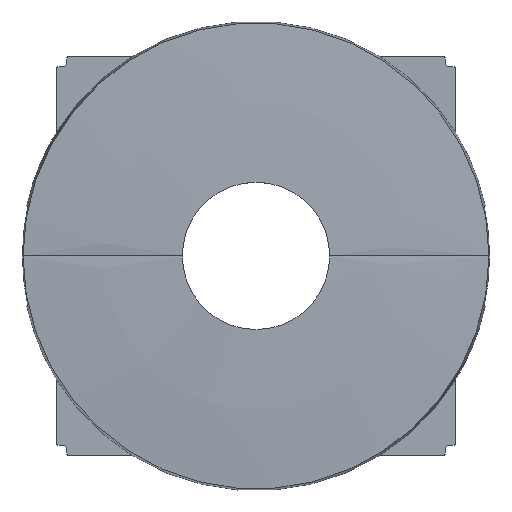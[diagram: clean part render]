
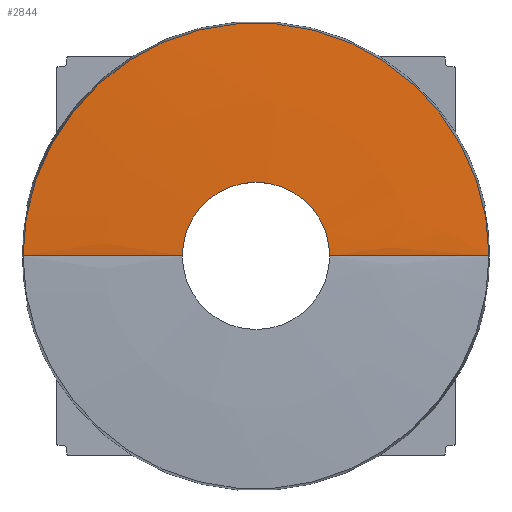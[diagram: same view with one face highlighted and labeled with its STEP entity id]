
A CAD part, top view. The second image highlights one B-rep face of the part: STEP entity #2844.
In plain terms, the highlighted face is a revolution surface.
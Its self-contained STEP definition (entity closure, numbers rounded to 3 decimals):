
#2804=AXIS2_PLACEMENT_3D('Circle Axis2P3D',#2802,#2803,$) ;
#2818=AXIS2_PLACEMENT_3D('Circle Axis2P3D',#2816,#2817,$) ;
#2825=AXIS2_PLACEMENT_3D('Circle Axis2P3D',#2823,#2824,$) ;
#42=CARTESIAN_POINT('Vertex',(-8.3,0.,9.168)) ;
#49=CARTESIAN_POINT('Vertex',(8.3,0.,9.168)) ;
#2789=CARTESIAN_POINT('Control Point',(0.,8.3,9.168)) ;
#2790=CARTESIAN_POINT('Control Point',(0.,11.411,9.126)) ;
#2791=CARTESIAN_POINT('Control Point',(0.,14.522,9.06)) ;
#2792=CARTESIAN_POINT('Control Point',(0.,17.633,8.969)) ;
#2793=CARTESIAN_POINT('Control Point',(0.,21.224,8.821)) ;
#2794=CARTESIAN_POINT('Control Point',(0.,24.811,8.609)) ;
#2795=CARTESIAN_POINT('Control Point',(0.,25.291,8.58)) ;
#2796=CARTESIAN_POINT('Control Point',(0.,25.77,8.549)) ;
#2797=CARTESIAN_POINT('Control Point',(0.,26.25,8.517)) ;
#2798=CARTESIAN_POINT('Axis1P Location',(0.,0.,50000.)) ;
#2802=CARTESIAN_POINT('Axis2P3D Location',(0.,0.,9.168)) ;
#2808=CARTESIAN_POINT('Control Point',(8.3,0.,9.168)) ;
#2809=CARTESIAN_POINT('Control Point',(12.789,0.,9.107)) ;
#2810=CARTESIAN_POINT('Control Point',(17.278,0.,8.995)) ;
#2811=CARTESIAN_POINT('Control Point',(21.768,0.,8.817)) ;
#2812=CARTESIAN_POINT('Control Point',(26.25,0.,8.517)) ;
#2813=CARTESIAN_POINT('Vertex',(26.25,0.,8.517)) ;
#2816=CARTESIAN_POINT('Axis2P3D Location',(0.,0.,8.517)) ;
#2820=CARTESIAN_POINT('Vertex',(-23.037,12.585,8.517)) ;
#2823=CARTESIAN_POINT('Axis2P3D Location',(0.,0.,8.517)) ;
#2827=CARTESIAN_POINT('Vertex',(-26.25,0.,8.517)) ;
#2831=CARTESIAN_POINT('Control Point',(-8.3,0.,9.168)) ;
#2832=CARTESIAN_POINT('Control Point',(-12.789,0.,9.107)) ;
#2833=CARTESIAN_POINT('Control Point',(-17.278,0.,8.995)) ;
#2834=CARTESIAN_POINT('Control Point',(-21.768,0.,8.817)) ;
#2835=CARTESIAN_POINT('Control Point',(-26.25,0.,8.517)) ;
#2799=DIRECTION('Axis1P Direction',(0.,0.,-1.)) ;
#2803=DIRECTION('Axis2P3D Direction',(0.,0.,-1.)) ;
#2817=DIRECTION('Axis2P3D Direction',(0.,0.,-1.)) ;
#2824=DIRECTION('Axis2P3D Direction',(0.,0.,-1.)) ;
#2800=AXIS1_PLACEMENT('Revolution Surface Axis1P',#2798,#2799) ;
#2838=ORIENTED_EDGE('',*,*,#2806,.F.) ;
#2839=ORIENTED_EDGE('',*,*,#2815,.T.) ;
#2840=ORIENTED_EDGE('',*,*,#2822,.F.) ;
#2841=ORIENTED_EDGE('',*,*,#2829,.T.) ;
#2842=ORIENTED_EDGE('',*,*,#2836,.F.) ;
#2844=ADVANCED_FACE('corps',(#2843),#2801,.T.) ;
#2788=B_SPLINE_CURVE_WITH_KNOTS('',5,(#2789,#2790,#2791,#2792,#2793,#2794,#2795,#2796,#2797),.UNSPECIFIED.,.F.,.U.,(6,3,6),(11.739,33.737,37.134),.UNSPECIFIED.) ;
#2807=B_SPLINE_CURVE_WITH_KNOTS('',4,(#2808,#2809,#2810,#2811,#2812),.UNSPECIFIED.,.F.,.U.,(5,5),(11.739,37.134),.UNSPECIFIED.) ;
#2830=B_SPLINE_CURVE_WITH_KNOTS('',4,(#2831,#2832,#2833,#2834,#2835),.UNSPECIFIED.,.F.,.U.,(5,5),(11.739,37.134),.UNSPECIFIED.) ;
#2805=CIRCLE('generated circle',#2804,8.3) ;
#2819=CIRCLE('generated circle',#2818,26.25) ;
#2826=CIRCLE('generated circle',#2825,26.25) ;
#2806=EDGE_CURVE('',#50,#43,#2805,.F.) ;
#2815=EDGE_CURVE('',#50,#2814,#2807,.T.) ;
#2822=EDGE_CURVE('',#2821,#2814,#2819,.T.) ;
#2829=EDGE_CURVE('',#2821,#2828,#2826,.F.) ;
#2836=EDGE_CURVE('',#43,#2828,#2830,.T.) ;
#2837=EDGE_LOOP('',(#2838,#2839,#2840,#2841,#2842)) ;
#2843=FACE_OUTER_BOUND('',#2837,.T.) ;
#2801=SURFACE_OF_REVOLUTION('Surface of Revolution',#2788,#2800) ;
#43=VERTEX_POINT('',#42) ;
#50=VERTEX_POINT('',#49) ;
#2814=VERTEX_POINT('',#2813) ;
#2821=VERTEX_POINT('',#2820) ;
#2828=VERTEX_POINT('',#2827) ;
